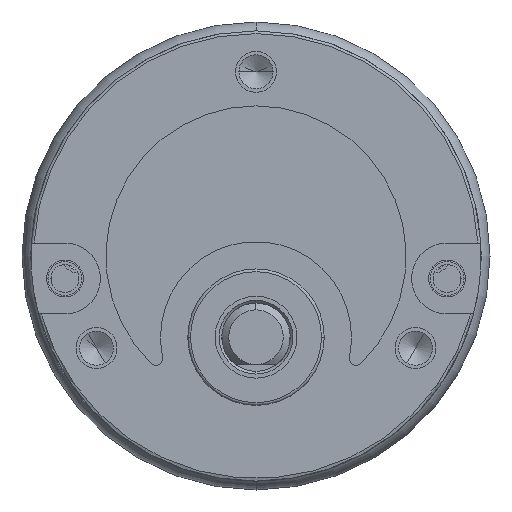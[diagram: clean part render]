
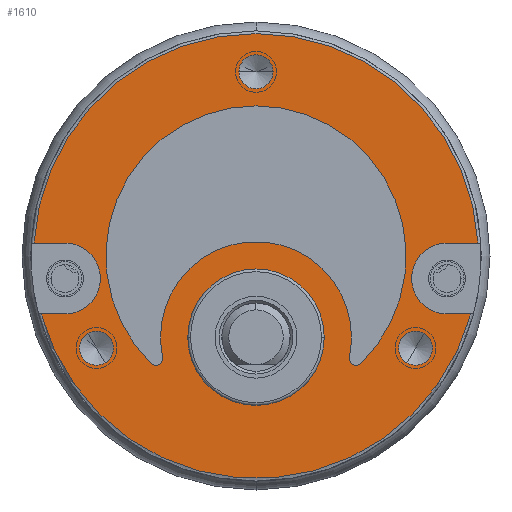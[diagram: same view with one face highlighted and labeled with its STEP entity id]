
A CAD part, left-side view. The second image highlights one B-rep face of the part: STEP entity #1610.
In plain terms, the highlighted planar face has unit normal (-1, 0, 0).
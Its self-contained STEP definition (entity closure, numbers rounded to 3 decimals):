
#218=CARTESIAN_POINT('',(-2.5,0.,-5.95));
#219=DIRECTION('',(-1.,0.,0.));
#220=DIRECTION('',(0.,1.,0.));
#221=AXIS2_PLACEMENT_3D('',#218,#219,#220);
#223=CARTESIAN_POINT('',(-2.5,0.,-5.95));
#224=DIRECTION('',(-1.,0.,0.));
#225=DIRECTION('',(0.,-1.,0.));
#226=AXIS2_PLACEMENT_3D('',#223,#224,#225);
#228=CARTESIAN_POINT('',(-2.5,-7.335,-7.513));
#229=DIRECTION('',(-1.,0.,0.));
#230=DIRECTION('',(0.,0.978,0.208));
#231=AXIS2_PLACEMENT_3D('',#228,#229,#230);
#233=CARTESIAN_POINT('',(-2.5,0.,0.));
#234=DIRECTION('',(-1.,0.,0.));
#235=DIRECTION('',(0.,-0.699,-0.716));
#236=AXIS2_PLACEMENT_3D('',#233,#234,#235);
#238=CARTESIAN_POINT('',(-2.5,7.335,-7.513));
#239=DIRECTION('',(-1.,0.,0.));
#240=DIRECTION('',(0.,0.699,-0.716));
#241=AXIS2_PLACEMENT_3D('',#238,#239,#240);
#243=CARTESIAN_POINT('',(-2.5,0.,-5.95));
#244=DIRECTION('',(-1.,0.,0.));
#245=DIRECTION('',(0.,-0.978,-0.208));
#246=AXIS2_PLACEMENT_3D('',#243,#244,#245);
#248=CARTESIAN_POINT('',(-2.5,0.,13.5));
#249=DIRECTION('',(-1.,0.,0.));
#250=DIRECTION('',(0.,1.,0.));
#251=AXIS2_PLACEMENT_3D('',#248,#249,#250);
#253=CARTESIAN_POINT('',(-2.5,0.,13.5));
#254=DIRECTION('',(-1.,0.,0.));
#255=DIRECTION('',(0.,-1.,0.));
#256=AXIS2_PLACEMENT_3D('',#253,#254,#255);
#258=CARTESIAN_POINT('',(-2.5,-11.691,-6.75));
#259=DIRECTION('',(-1.,0.,0.));
#260=DIRECTION('',(0.,-0.5,0.866));
#261=AXIS2_PLACEMENT_3D('',#258,#259,#260);
#263=CARTESIAN_POINT('',(-2.5,-11.691,-6.75));
#264=DIRECTION('',(-1.,0.,0.));
#265=DIRECTION('',(0.,0.5,-0.866));
#266=AXIS2_PLACEMENT_3D('',#263,#264,#265);
#268=CARTESIAN_POINT('',(-2.5,11.691,-6.75));
#269=DIRECTION('',(-1.,0.,0.));
#270=DIRECTION('',(0.,-0.5,-0.866));
#271=AXIS2_PLACEMENT_3D('',#268,#269,#270);
#273=CARTESIAN_POINT('',(-2.5,11.691,-6.75));
#274=DIRECTION('',(-1.,0.,0.));
#275=DIRECTION('',(0.,0.5,0.866));
#276=AXIS2_PLACEMENT_3D('',#273,#274,#275);
#278=DIRECTION('',(0.,-1.,0.));
#279=VECTOR('',#278,1.733);
#280=CARTESIAN_POINT('',(-2.5,15.736,-4.25));
#281=LINE('',#280,#279);
#282=CARTESIAN_POINT('',(-2.5,14.003,-1.65));
#283=DIRECTION('',(-1.,0.,0.));
#284=DIRECTION('',(0.,0.,-1.));
#285=AXIS2_PLACEMENT_3D('',#282,#283,#284);
#287=DIRECTION('',(0.,1.,0.));
#288=VECTOR('',#287,2.269);
#289=CARTESIAN_POINT('',(-2.5,14.003,0.95));
#290=LINE('',#289,#288);
#291=DIRECTION('',(0.,1.,0.));
#292=VECTOR('',#291,2.269);
#293=CARTESIAN_POINT('',(-2.5,-16.272,0.95));
#294=LINE('',#293,#292);
#295=CARTESIAN_POINT('',(-2.5,-14.003,-1.65));
#296=DIRECTION('',(-1.,0.,0.));
#297=DIRECTION('',(0.,0.,1.));
#298=AXIS2_PLACEMENT_3D('',#295,#296,#297);
#300=DIRECTION('',(0.,-1.,0.));
#301=VECTOR('',#300,1.733);
#302=CARTESIAN_POINT('',(-2.5,-14.003,-4.25));
#303=LINE('',#302,#301);
#418=CARTESIAN_POINT('',(-2.5,0.,0.));
#419=DIRECTION('',(-1.,0.,0.));
#420=DIRECTION('',(0.,0.965,-0.261));
#421=AXIS2_PLACEMENT_3D('',#418,#419,#420);
#423=CARTESIAN_POINT('',(-2.5,-15.736,-4.25));
#445=CARTESIAN_POINT('',(-2.5,-16.272,0.95));
#447=CARTESIAN_POINT('',(-2.5,0.,0.));
#448=DIRECTION('',(-1.,0.,0.));
#449=DIRECTION('',(0.,-0.998,0.058));
#450=AXIS2_PLACEMENT_3D('',#447,#448,#449);
#542=CARTESIAN_POINT('',(-2.5,16.272,0.95));
#564=CARTESIAN_POINT('',(-2.5,15.736,-4.25));
#1027=CARTESIAN_POINT('',(-2.5,5.,-5.95));
#1028=CARTESIAN_POINT('',(-2.5,-5.,-5.95));
#1029=VERTEX_POINT('',#1027);
#1030=VERTEX_POINT('',#1028);
#1191=CARTESIAN_POINT('',(-2.5,-6.846,-7.409));
#1192=CARTESIAN_POINT('',(-2.5,-7.685,-7.871));
#1193=VERTEX_POINT('',#1191);
#1194=VERTEX_POINT('',#1192);
#1195=CARTESIAN_POINT('',(-2.5,7.685,-7.871));
#1196=VERTEX_POINT('',#1195);
#1197=CARTESIAN_POINT('',(-2.5,6.846,-7.409));
#1198=VERTEX_POINT('',#1197);
#1219=CARTESIAN_POINT('',(-2.5,14.003,-4.25));
#1220=CARTESIAN_POINT('',(-2.5,14.003,0.95));
#1221=VERTEX_POINT('',#1219);
#1222=VERTEX_POINT('',#1220);
#1223=CARTESIAN_POINT('',(-2.5,-14.003,0.95));
#1224=CARTESIAN_POINT('',(-2.5,-14.003,-4.25));
#1225=VERTEX_POINT('',#1223);
#1226=VERTEX_POINT('',#1224);
#1261=CARTESIAN_POINT('',(-2.5,1.25,13.5));
#1262=CARTESIAN_POINT('',(-2.5,-1.25,13.5));
#1263=VERTEX_POINT('',#1261);
#1264=VERTEX_POINT('',#1262);
#1271=CARTESIAN_POINT('',(-2.5,-12.316,-5.667));
#1272=CARTESIAN_POINT('',(-2.5,-11.066,-7.833));
#1273=VERTEX_POINT('',#1271);
#1274=VERTEX_POINT('',#1272);
#1281=CARTESIAN_POINT('',(-2.5,11.066,-7.833));
#1282=CARTESIAN_POINT('',(-2.5,12.316,-5.667));
#1283=VERTEX_POINT('',#1281);
#1284=VERTEX_POINT('',#1282);
#1285=VERTEX_POINT('',#423);
#1290=VERTEX_POINT('',#564);
#1291=VERTEX_POINT('',#542);
#1296=VERTEX_POINT('',#445);
#1555=CARTESIAN_POINT('',(-2.5,0.,0.));
#1556=DIRECTION('',(1.,0.,0.));
#1557=DIRECTION('',(0.,0.,1.));
#1558=AXIS2_PLACEMENT_3D('',#1555,#1556,#1557);
#1559=PLANE('',#1558);
#1561=ORIENTED_EDGE('',*,*,#1560,.F.);
#1563=ORIENTED_EDGE('',*,*,#1562,.T.);
#1565=ORIENTED_EDGE('',*,*,#1564,.T.);
#1567=ORIENTED_EDGE('',*,*,#1566,.T.);
#1569=ORIENTED_EDGE('',*,*,#1568,.F.);
#1571=ORIENTED_EDGE('',*,*,#1570,.T.);
#1573=ORIENTED_EDGE('',*,*,#1572,.T.);
#1575=ORIENTED_EDGE('',*,*,#1574,.T.);
#1576=EDGE_LOOP('',(#1561,#1563,#1565,#1567,#1569,#1571,#1573,#1575));
#1577=FACE_OUTER_BOUND('',#1576,.F.);
#1579=ORIENTED_EDGE('',*,*,#1578,.T.);
#1581=ORIENTED_EDGE('',*,*,#1580,.T.);
#1583=ORIENTED_EDGE('',*,*,#1582,.T.);
#1585=ORIENTED_EDGE('',*,*,#1584,.F.);
#1586=EDGE_LOOP('',(#1579,#1581,#1583,#1585));
#1587=FACE_BOUND('',#1586,.F.);
#1589=ORIENTED_EDGE('',*,*,#1588,.T.);
#1591=ORIENTED_EDGE('',*,*,#1590,.T.);
#1592=EDGE_LOOP('',(#1589,#1591));
#1593=FACE_BOUND('',#1592,.F.);
#1595=ORIENTED_EDGE('',*,*,#1594,.T.);
#1597=ORIENTED_EDGE('',*,*,#1596,.T.);
#1598=EDGE_LOOP('',(#1595,#1597));
#1599=FACE_BOUND('',#1598,.F.);
#1601=ORIENTED_EDGE('',*,*,#1600,.T.);
#1603=ORIENTED_EDGE('',*,*,#1602,.T.);
#1604=EDGE_LOOP('',(#1601,#1603));
#1605=FACE_BOUND('',#1604,.F.);
#1606=ORIENTED_EDGE('',*,*,#1535,.T.);
#1607=ORIENTED_EDGE('',*,*,#1549,.T.);
#1608=EDGE_LOOP('',(#1606,#1607));
#1609=FACE_BOUND('',#1608,.F.);
#222=CIRCLE('',#221,5.);
#227=CIRCLE('',#226,5.);
#232=CIRCLE('',#231,0.5);
#237=CIRCLE('',#236,11.);
#242=CIRCLE('',#241,0.5);
#247=CIRCLE('',#246,7.);
#252=CIRCLE('',#251,1.25);
#257=CIRCLE('',#256,1.25);
#262=CIRCLE('',#261,1.25);
#267=CIRCLE('',#266,1.25);
#272=CIRCLE('',#271,1.25);
#277=CIRCLE('',#276,1.25);
#286=CIRCLE('',#285,2.6);
#299=CIRCLE('',#298,2.6);
#422=CIRCLE('',#421,16.3);
#451=CIRCLE('',#450,16.3);
#1535=EDGE_CURVE('',#1029,#1030,#222,.T.);
#1549=EDGE_CURVE('',#1030,#1029,#227,.T.);
#1560=EDGE_CURVE('',#1290,#1285,#422,.T.);
#1562=EDGE_CURVE('',#1290,#1221,#281,.T.);
#1564=EDGE_CURVE('',#1221,#1222,#286,.T.);
#1566=EDGE_CURVE('',#1222,#1291,#290,.T.);
#1568=EDGE_CURVE('',#1296,#1291,#451,.T.);
#1570=EDGE_CURVE('',#1296,#1225,#294,.T.);
#1572=EDGE_CURVE('',#1225,#1226,#299,.T.);
#1574=EDGE_CURVE('',#1226,#1285,#303,.T.);
#1578=EDGE_CURVE('',#1193,#1194,#232,.T.);
#1580=EDGE_CURVE('',#1194,#1196,#237,.T.);
#1582=EDGE_CURVE('',#1196,#1198,#242,.T.);
#1584=EDGE_CURVE('',#1193,#1198,#247,.T.);
#1588=EDGE_CURVE('',#1263,#1264,#252,.T.);
#1590=EDGE_CURVE('',#1264,#1263,#257,.T.);
#1594=EDGE_CURVE('',#1273,#1274,#262,.T.);
#1596=EDGE_CURVE('',#1274,#1273,#267,.T.);
#1600=EDGE_CURVE('',#1283,#1284,#272,.T.);
#1602=EDGE_CURVE('',#1284,#1283,#277,.T.);
#1610=ADVANCED_FACE('',(#1577,#1587,#1593,#1599,#1605,#1609),#1559,.F.);
